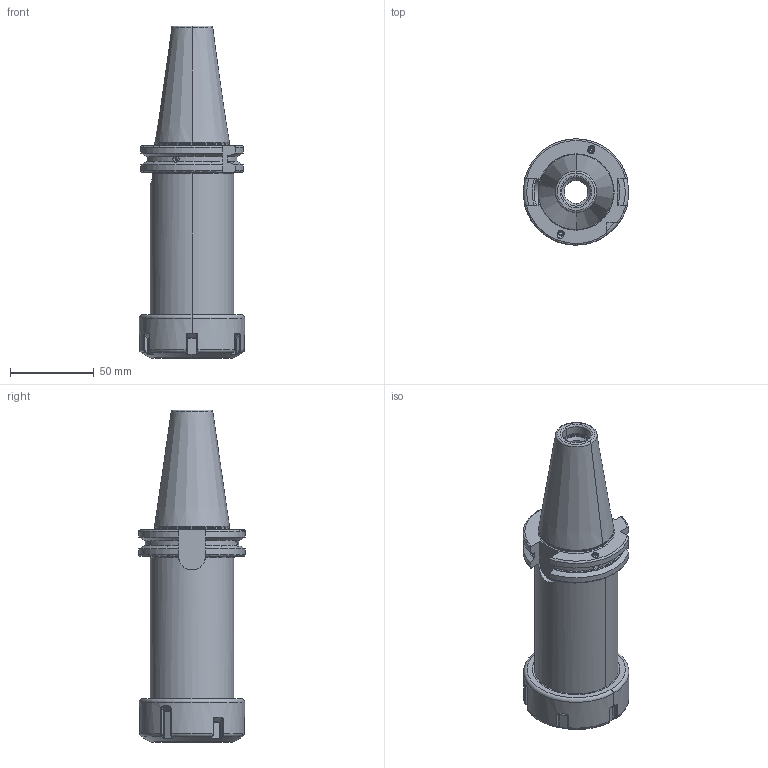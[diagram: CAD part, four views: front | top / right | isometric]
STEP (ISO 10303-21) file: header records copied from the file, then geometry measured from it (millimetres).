
FILE_DESCRIPTION((''),'2;1');
FILE_NAME('403_02_26_130','2021-04-06T',('103090'),(''),'CREO PARAMETRIC BY PTC INC, 2016260','CREO PARAMETRIC BY PTC INC, 2016260','');
FILE_SCHEMA(('CONFIG_CONTROL_DESIGN'));
Length unit declared in the file: millimetre
Products named in the file (1): 403_02_26_130
Bounding box: 62.9 x 63.54 x 198.4 mm (x, y, z)
Volume: 275454.5 mm3; surface area: 51521.1 mm2
Topology: 1 solids, 1 shells, 337 faces, 837 edges, 508 vertices
Faces by surface type: cylinder 84, plane 84, bspline 58, torus 57, cone 42, sphere 12
Entity records: 13250 total; most frequent: CARTESIAN_POINT 5715, ORIENTED_EDGE 1670, DIRECTION 1406, EDGE_CURVE 835, AXIS2_PLACEMENT_3D 545, VERTEX_POINT 508, EDGE_LOOP 351, FACE_OUTER_BOUND 337
